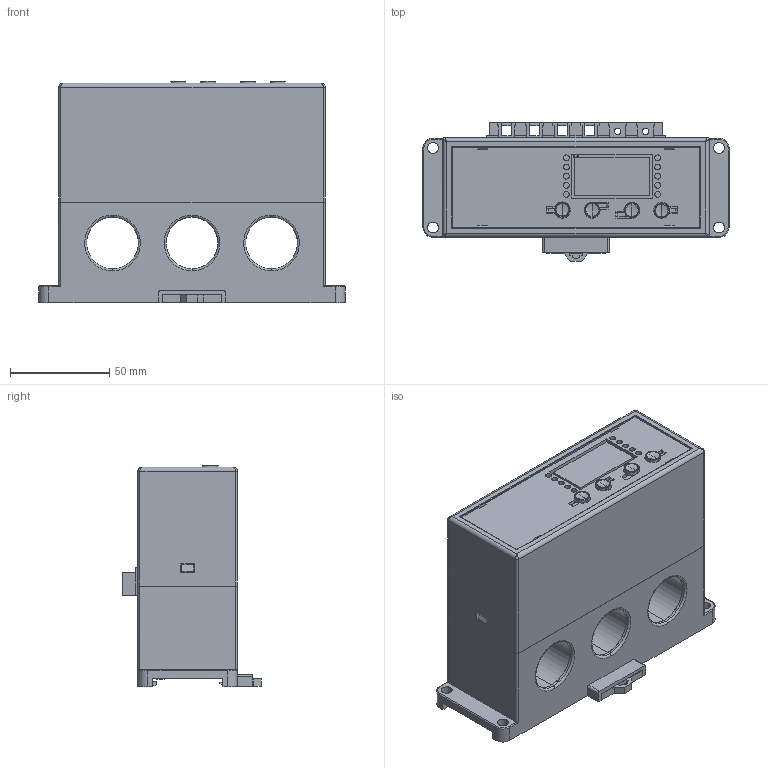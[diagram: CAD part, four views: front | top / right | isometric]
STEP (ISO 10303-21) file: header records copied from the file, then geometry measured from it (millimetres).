
FILE_DESCRIPTION (( 'STEP AP214' ), '1' );
FILE_NAME ('65JD-6S.STEP', '2025-04-08T01:36:16', ( '' ), ( 'Microsoft' ), 'SwSTEP 2.0', 'SolidWorks 2014', '' );
FILE_SCHEMA (( 'AUTOMOTIVE_DESIGN' ));
Length unit declared in the file: millimetre
Products named in the file (14): 樟萇ん...JD-6S; 曹揤ん...JD-6S; 盄繚啣...JD-6S; 杅鎢奪-JD6S.陔; JD-6S-偌聽-..; JD-6S..-菁釱; JD-6S 陔-醱遺..; JD-6S-..俋褲; 65JD-6S; JD-6S..-傷赽; JD-6S 线路板 变压器 继电器等; 脣渀...JD-6S; 赻馴蹟隊...JD-6S; 珆尨啣...JD-6S
Assembly tree (14 placements, depth 3):
  65JD-6S
    JD-6S-..俋褲
    JD-6S 陔-醱遺..
    JD-6S..-菁釱
    JD-6S-偌聽-..
    杅鎢奪-JD6S.陔
    JD-6S 线路板 变压器 继电器等
      盄繚啣...JD-6S
      曹揤ん...JD-6S
      樟萇ん...JD-6S
      珆尨啣...JD-6S
      赻馴蹟隊...JD-6S  x2
      脣渀...JD-6S
    JD-6S..-傷赽
Bounding box: 154 x 69.75 x 111.3 mm (x, y, z)
Volume: 200610.2 mm3; surface area: 187599.3 mm2
Topology: 19 solids, 19 shells, 1590 faces, 4540 edges, 2968 vertices
Faces by surface type: plane 1280, cylinder 228, bspline 48, cone 30, sphere 4
Entity records: 56380 total; most frequent: CARTESIAN_POINT 14777, ORIENTED_EDGE 8876, DIRECTION 7933, EDGE_CURVE 4438, LINE 3835, VECTOR 3835, VERTEX_POINT 2908, AXIS2_PLACEMENT_3D 2049
